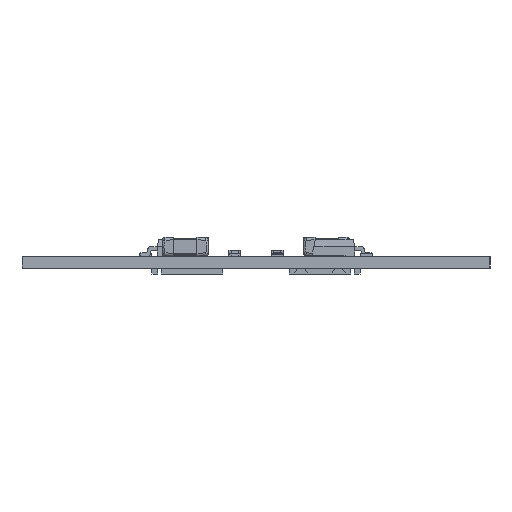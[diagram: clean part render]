
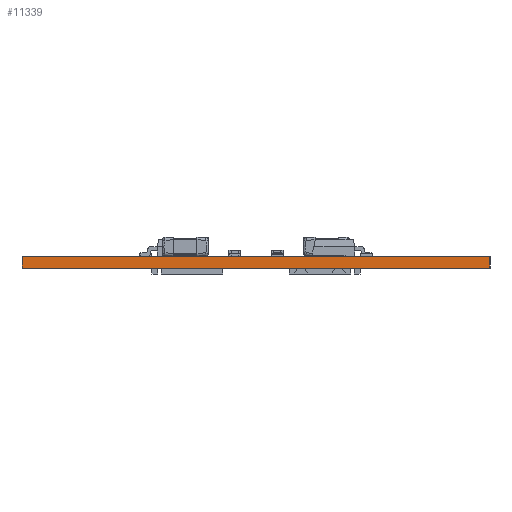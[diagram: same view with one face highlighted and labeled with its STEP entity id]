
A CAD part, left-side view. The second image highlights one B-rep face of the part: STEP entity #11339.
In plain terms, the highlighted planar face has unit normal (-1, 0, 0).
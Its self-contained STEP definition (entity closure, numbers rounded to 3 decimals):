
#11339 = ADVANCED_FACE('',(#11340),#11374,.T.);
#11340 = FACE_BOUND('',#11341,.T.);
#11341 = EDGE_LOOP('',(#11342,#11352,#11360,#11368));
#11342 = ORIENTED_EDGE('',*,*,#11343,.T.);
#11343 = EDGE_CURVE('',#11344,#11346,#11348,.T.);
#11344 = VERTEX_POINT('',#11345);
#11345 = CARTESIAN_POINT('',(-190.,-31.5,-1.6));
#11346 = VERTEX_POINT('',#11347);
#11347 = CARTESIAN_POINT('',(-190.,-31.5,0.));
#11348 = LINE('',#11349,#11350);
#11349 = CARTESIAN_POINT('',(-190.,-31.5,-1.6));
#11350 = VECTOR('',#11351,1.);
#11351 = DIRECTION('',(0.,0.,1.));
#11352 = ORIENTED_EDGE('',*,*,#11353,.T.);
#11353 = EDGE_CURVE('',#11346,#11354,#11356,.T.);
#11354 = VERTEX_POINT('',#11355);
#11355 = CARTESIAN_POINT('',(-190.,31.5,0.));
#11356 = LINE('',#11357,#11358);
#11357 = CARTESIAN_POINT('',(-190.,-31.5,0.));
#11358 = VECTOR('',#11359,1.);
#11359 = DIRECTION('',(0.,1.,0.));
#11360 = ORIENTED_EDGE('',*,*,#11361,.F.);
#11361 = EDGE_CURVE('',#11362,#11354,#11364,.T.);
#11362 = VERTEX_POINT('',#11363);
#11363 = CARTESIAN_POINT('',(-190.,31.5,-1.6));
#11364 = LINE('',#11365,#11366);
#11365 = CARTESIAN_POINT('',(-190.,31.5,-1.6));
#11366 = VECTOR('',#11367,1.);
#11367 = DIRECTION('',(0.,0.,1.));
#11368 = ORIENTED_EDGE('',*,*,#11369,.F.);
#11369 = EDGE_CURVE('',#11344,#11362,#11370,.T.);
#11370 = LINE('',#11371,#11372);
#11371 = CARTESIAN_POINT('',(-190.,-31.5,-1.6));
#11372 = VECTOR('',#11373,1.);
#11373 = DIRECTION('',(0.,1.,0.));
#11374 = PLANE('',#11375);
#11375 = AXIS2_PLACEMENT_3D('',#11376,#11377,#11378);
#11376 = CARTESIAN_POINT('',(-190.,-31.5,-1.6));
#11377 = DIRECTION('',(-1.,0.,0.));
#11378 = DIRECTION('',(0.,1.,0.));
